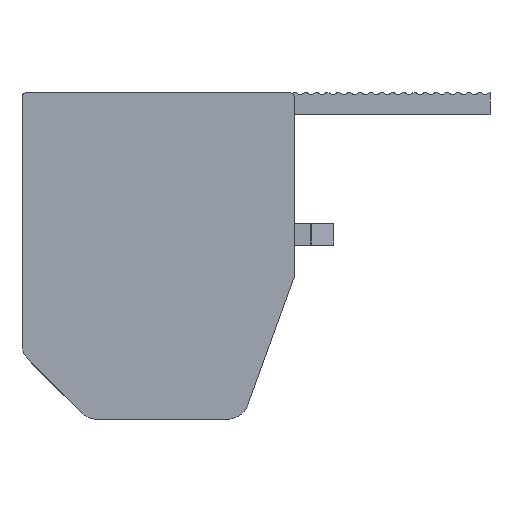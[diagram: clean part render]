
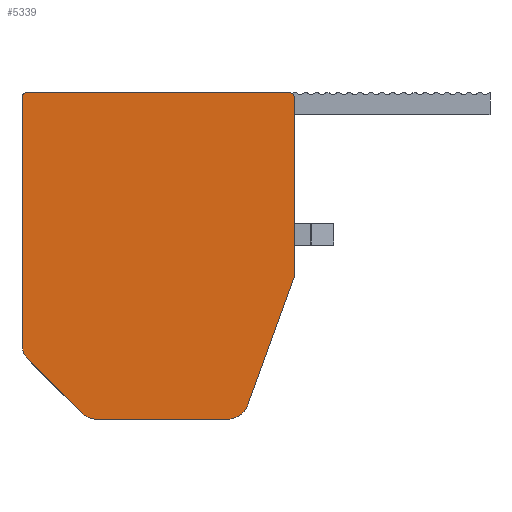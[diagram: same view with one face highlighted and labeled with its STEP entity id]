
A CAD part, front view. The second image highlights one B-rep face of the part: STEP entity #5339.
In plain terms, the highlighted planar face has unit normal (0, -1, 0).
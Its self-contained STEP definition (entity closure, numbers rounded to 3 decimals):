
#323 = CARTESIAN_POINT ( 'NONE',  ( 107.972, -101.64, 158.209 ) ) ;
#325 = LINE ( 'NONE', #323, #2674 ) ;
#340 = DIRECTION ( 'NONE',  ( -0.707, 0., 0.707 ) ) ;
#524 = CARTESIAN_POINT ( 'NONE',  ( 127.508, -101.64, 187.224 ) ) ;
#531 = CARTESIAN_POINT ( 'NONE',  ( 102.508, -101.64, 164.502 ) ) ;
#540 = CARTESIAN_POINT ( 'NONE',  ( 109.387, -101.64, 157.624 ) ) ;
#594 = CARTESIAN_POINT ( 'NONE',  ( 102.508, -101.64, 187.224 ) ) ;
#613 = CARTESIAN_POINT ( 'NONE',  ( 127.508, -101.64, 170.624 ) ) ;
#615 = CARTESIAN_POINT ( 'NONE',  ( 121.376, -101.64, 157.624 ) ) ;
#620 = CARTESIAN_POINT ( 'NONE',  ( 123.256, -101.64, 158.94 ) ) ;
#621 = CARTESIAN_POINT ( 'NONE',  ( 127.108, -101.64, 187.624 ) ) ;
#624 = CARTESIAN_POINT ( 'NONE',  ( 102.908, -101.64, 187.624 ) ) ;
#699 = CARTESIAN_POINT ( 'NONE',  ( 103.094, -101.64, 163.088 ) ) ;
#790 = CARTESIAN_POINT ( 'NONE',  ( 107.972, -101.64, 158.209 ) ) ;
#1020 = EDGE_CURVE ( 'NONE', #4148, #4190, #4505, .T. ) ;
#1028 = EDGE_CURVE ( 'NONE', #4148, #4263, #2805, .T. ) ;
#1030 = EDGE_CURVE ( 'NONE', #4230, #4189, #2833, .T. ) ;
#1032 = EDGE_CURVE ( 'NONE', #4230, #4263, #4516, .T. ) ;
#1034 = EDGE_CURVE ( 'NONE', #4208, #4171, #2816, .T. ) ;
#1038 = EDGE_CURVE ( 'NONE', #5263, #4154, #2824, .T. ) ;
#1041 = EDGE_CURVE ( 'NONE', #4190, #4208, #4533, .T. ) ;
#1044 = EDGE_CURVE ( 'NONE', #4149, #4189, #4544, .T. ) ;
#1056 = EDGE_CURVE ( 'NONE', #4171, #4154, #4620, .T. ) ;
#1067 = EDGE_CURVE ( 'NONE', #4149, #5195, #2339, .T. ) ;
#1267 = EDGE_CURVE ( 'NONE', #5263, #5195, #325, .T. ) ;
#2303 = VECTOR ( 'NONE', #4611, 1000. ) ;
#2317 = AXIS2_PLACEMENT_3D ( 'NONE', #4435, #4440, #4438 ) ;
#2339 = CIRCLE ( 'NONE', #2317, 2. ) ;
#2674 = VECTOR ( 'NONE', #340, 1000. ) ;
#2773 = AXIS2_PLACEMENT_3D ( 'NONE', #3827, #3807, #3839 ) ;
#2805 = CIRCLE ( 'NONE', #2832, 0.4 ) ;
#2811 = AXIS2_PLACEMENT_3D ( 'NONE', #4503, #4514, #4521 ) ;
#2816 = CIRCLE ( 'NONE', #2820, 2. ) ;
#2820 = AXIS2_PLACEMENT_3D ( 'NONE', #4532, #4554, #4553 ) ;
#2824 = CIRCLE ( 'NONE', #2825, 2. ) ;
#2825 = AXIS2_PLACEMENT_3D ( 'NONE', #4561, #4555, #4542 ) ;
#2826 = VECTOR ( 'NONE', #4501, 1000. ) ;
#2832 = AXIS2_PLACEMENT_3D ( 'NONE', #4496, #4493, #4513 ) ;
#2833 = CIRCLE ( 'NONE', #2811, 0.4 ) ;
#2844 = VECTOR ( 'NONE', #4523, 1000. ) ;
#2848 = VECTOR ( 'NONE', #4536, 1000. ) ;
#2853 = VECTOR ( 'NONE', #4545, 1000. ) ;
#3781 = PLANE ( 'NONE',  #2773 ) ;
#3791 = FACE_OUTER_BOUND ( 'NONE', #4353, .T. ) ;
#3807 = DIRECTION ( 'NONE',  ( 0., -1., 0. ) ) ;
#3827 = CARTESIAN_POINT ( 'NONE',  ( 99.179, -101.64, 161.889 ) ) ;
#3839 = DIRECTION ( 'NONE',  ( 0., 0., -1. ) ) ;
#4148 = VERTEX_POINT ( 'NONE', #524 ) ;
#4149 = VERTEX_POINT ( 'NONE', #531 ) ;
#4154 = VERTEX_POINT ( 'NONE', #540 ) ;
#4171 = VERTEX_POINT ( 'NONE', #615 ) ;
#4189 = VERTEX_POINT ( 'NONE', #594 ) ;
#4190 = VERTEX_POINT ( 'NONE', #613 ) ;
#4208 = VERTEX_POINT ( 'NONE', #620 ) ;
#4230 = VERTEX_POINT ( 'NONE', #624 ) ;
#4263 = VERTEX_POINT ( 'NONE', #621 ) ;
#4353 = EDGE_LOOP ( 'NONE', ( #4664, #4696, #4649, #4639, #4798, #4678, #4689, #4637, #4665, #4645, #4682 ) ) ;
#4435 = CARTESIAN_POINT ( 'NONE',  ( 104.508, -101.64, 164.502 ) ) ;
#4438 = DIRECTION ( 'NONE',  ( 0., 0., 1. ) ) ;
#4440 = DIRECTION ( 'NONE',  ( 0., -1., 0. ) ) ;
#4490 = CARTESIAN_POINT ( 'NONE',  ( 127.508, -101.64, 184.367 ) ) ;
#4493 = DIRECTION ( 'NONE',  ( 0., -1., 0. ) ) ;
#4496 = CARTESIAN_POINT ( 'NONE',  ( 127.108, -101.64, 187.224 ) ) ;
#4501 = DIRECTION ( 'NONE',  ( 0., 0., -1. ) ) ;
#4503 = CARTESIAN_POINT ( 'NONE',  ( 102.908, -101.64, 187.224 ) ) ;
#4505 = LINE ( 'NONE', #4490, #2826 ) ;
#4513 = DIRECTION ( 'NONE',  ( 0., 0., -1. ) ) ;
#4514 = DIRECTION ( 'NONE',  ( 0., -1., 0. ) ) ;
#4516 = LINE ( 'NONE', #4517, #2844 ) ;
#4517 = CARTESIAN_POINT ( 'NONE',  ( 102.908, -101.64, 187.624 ) ) ;
#4521 = DIRECTION ( 'NONE',  ( 0., 0., 1. ) ) ;
#4523 = DIRECTION ( 'NONE',  ( 1., 0., 0. ) ) ;
#4532 = CARTESIAN_POINT ( 'NONE',  ( 121.376, -101.64, 159.624 ) ) ;
#4533 = LINE ( 'NONE', #4563, #2848 ) ;
#4536 = DIRECTION ( 'NONE',  ( -0.342, 0., -0.94 ) ) ;
#4542 = DIRECTION ( 'NONE',  ( 0., 0., 1. ) ) ;
#4544 = LINE ( 'NONE', #4565, #2853 ) ;
#4545 = DIRECTION ( 'NONE',  ( 0., 0., 1. ) ) ;
#4553 = DIRECTION ( 'NONE',  ( 0., 0., 1. ) ) ;
#4554 = DIRECTION ( 'NONE',  ( 0., 1., 0. ) ) ;
#4555 = DIRECTION ( 'NONE',  ( 0., -1., 0. ) ) ;
#4561 = CARTESIAN_POINT ( 'NONE',  ( 109.387, -101.64, 159.624 ) ) ;
#4563 = CARTESIAN_POINT ( 'NONE',  ( 127.508, -101.64, 170.624 ) ) ;
#4565 = CARTESIAN_POINT ( 'NONE',  ( 102.508, -101.64, 164.502 ) ) ;
#4594 = CARTESIAN_POINT ( 'NONE',  ( 121.376, -101.64, 157.624 ) ) ;
#4611 = DIRECTION ( 'NONE',  ( -1., 0., 0. ) ) ;
#4620 = LINE ( 'NONE', #4594, #2303 ) ;
#4637 = ORIENTED_EDGE ( 'NONE', *, *, #1030, .T. ) ;
#4639 = ORIENTED_EDGE ( 'NONE', *, *, #1041, .F. ) ;
#4645 = ORIENTED_EDGE ( 'NONE', *, *, #1067, .T. ) ;
#4649 = ORIENTED_EDGE ( 'NONE', *, *, #1034, .F. ) ;
#4664 = ORIENTED_EDGE ( 'NONE', *, *, #1038, .T. ) ;
#4665 = ORIENTED_EDGE ( 'NONE', *, *, #1044, .F. ) ;
#4678 = ORIENTED_EDGE ( 'NONE', *, *, #1028, .T. ) ;
#4682 = ORIENTED_EDGE ( 'NONE', *, *, #1267, .F. ) ;
#4689 = ORIENTED_EDGE ( 'NONE', *, *, #1032, .F. ) ;
#4696 = ORIENTED_EDGE ( 'NONE', *, *, #1056, .F. ) ;
#4798 = ORIENTED_EDGE ( 'NONE', *, *, #1020, .F. ) ;
#5195 = VERTEX_POINT ( 'NONE', #699 ) ;
#5263 = VERTEX_POINT ( 'NONE', #790 ) ;
#5339 = ADVANCED_FACE ( 'NONE', ( #3791 ), #3781, .T. ) ;
